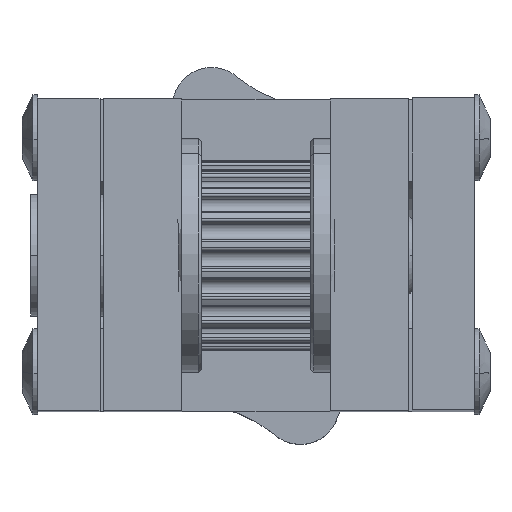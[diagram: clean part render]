
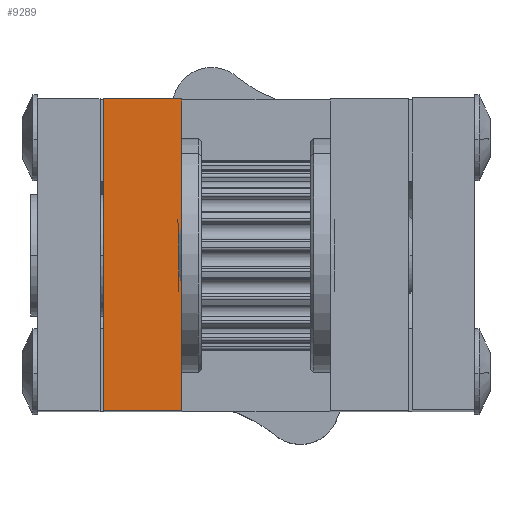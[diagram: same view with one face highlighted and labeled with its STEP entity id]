
A CAD part, top view. The second image highlights one B-rep face of the part: STEP entity #9289.
In plain terms, the highlighted planar face has unit normal (0, 0, 1).
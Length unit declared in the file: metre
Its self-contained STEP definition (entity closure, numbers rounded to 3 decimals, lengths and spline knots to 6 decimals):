
#162 = PLANE ( 'NONE',  #9378 ) ;
#775 = DIRECTION ( 'NONE',  ( 0., -1., 0. ) ) ;
#1005 = CARTESIAN_POINT ( 'NONE',  ( 0.005, 0., 0.025 ) ) ;
#1014 = DIRECTION ( 'NONE',  ( 0., 0., -1. ) ) ;
#1432 = LINE ( 'NONE', #6512, #6484 ) ;
#1590 = EDGE_CURVE ( 'NONE', #3115, #4112, #11657, .T. ) ;
#1947 = CARTESIAN_POINT ( 'NONE',  ( 0.005, 0.02, 0.025 ) ) ;
#3115 = VERTEX_POINT ( 'NONE', #12056 ) ;
#3880 = CARTESIAN_POINT ( 'NONE',  ( 0., 0., 0.025 ) ) ;
#4112 = VERTEX_POINT ( 'NONE', #1005 ) ;
#4158 = DIRECTION ( 'NONE',  ( 1., 0., 0. ) ) ;
#4277 = DIRECTION ( 'NONE',  ( 0., -1., 0. ) ) ;
#4496 = EDGE_LOOP ( 'NONE', ( #12261, #5560, #6740, #11881 ) ) ;
#4913 = VECTOR ( 'NONE', #775, 1. ) ;
#5006 = LINE ( 'NONE', #1947, #4913 ) ;
#5086 = LINE ( 'NONE', #11145, #7073 ) ;
#5257 = EDGE_CURVE ( 'NONE', #6296, #11750, #5086, .T. ) ;
#5560 = ORIENTED_EDGE ( 'NONE', *, *, #8239, .F. ) ;
#6296 = VERTEX_POINT ( 'NONE', #7987 ) ;
#6484 = VECTOR ( 'NONE', #4277, 1. ) ;
#6512 = CARTESIAN_POINT ( 'NONE',  ( 0., 0.02, 0.025 ) ) ;
#6740 = ORIENTED_EDGE ( 'NONE', *, *, #5257, .F. ) ;
#7073 = VECTOR ( 'NONE', #4158, 1. ) ;
#7909 = DIRECTION ( 'NONE',  ( 1., 0., 0. ) ) ;
#7987 = CARTESIAN_POINT ( 'NONE',  ( 0., 0.02, 0.025 ) ) ;
#8239 = EDGE_CURVE ( 'NONE', #11750, #4112, #5006, .T. ) ;
#8287 = DIRECTION ( 'NONE',  ( -1., 0., 0. ) ) ;
#9003 = FACE_OUTER_BOUND ( 'NONE', #4496, .T. ) ;
#9289 = ADVANCED_FACE ( 'NONE', ( #9003 ), #162, .F. ) ;
#9378 = AXIS2_PLACEMENT_3D ( 'NONE', #10063, #1014, #8287 ) ;
#10063 = CARTESIAN_POINT ( 'NONE',  ( 0., 0.02, 0.025 ) ) ;
#10627 = CARTESIAN_POINT ( 'NONE',  ( 0.005, 0.02, 0.025 ) ) ;
#11014 = VECTOR ( 'NONE', #7909, 1. ) ;
#11145 = CARTESIAN_POINT ( 'NONE',  ( 0., 0.02, 0.025 ) ) ;
#11657 = LINE ( 'NONE', #3880, #11014 ) ;
#11750 = VERTEX_POINT ( 'NONE', #10627 ) ;
#11881 = ORIENTED_EDGE ( 'NONE', *, *, #12267, .T. ) ;
#12056 = CARTESIAN_POINT ( 'NONE',  ( 0., 0., 0.025 ) ) ;
#12261 = ORIENTED_EDGE ( 'NONE', *, *, #1590, .T. ) ;
#12267 = EDGE_CURVE ( 'NONE', #6296, #3115, #1432, .T. ) ;
